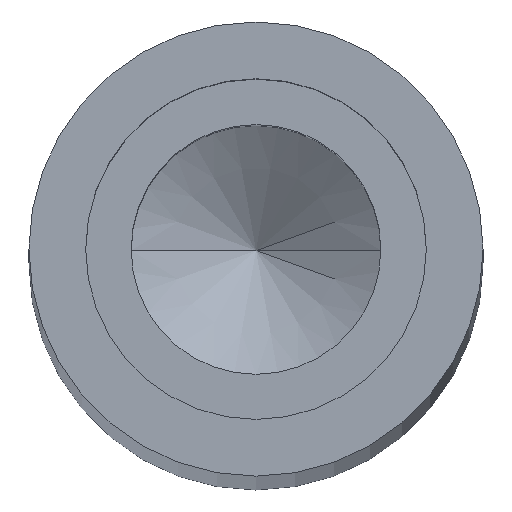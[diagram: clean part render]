
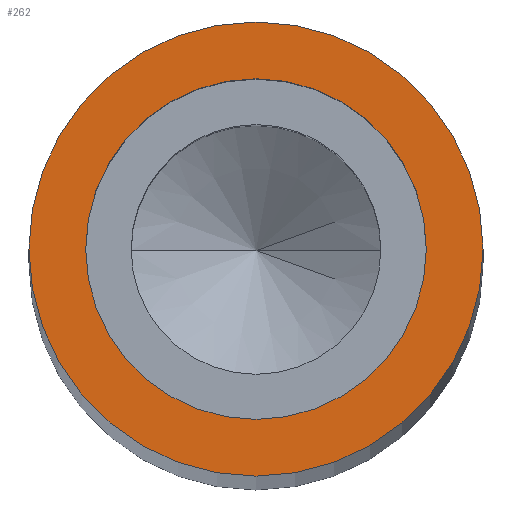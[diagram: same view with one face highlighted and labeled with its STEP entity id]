
A CAD part, top view. The second image highlights one B-rep face of the part: STEP entity #262.
In plain terms, the highlighted planar face has unit normal (0, 0, 1).
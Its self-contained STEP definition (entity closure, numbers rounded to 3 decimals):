
#4 = AXIS2_PLACEMENT_3D ( 'NONE', #343, #196, #251 ) ;
#12 = EDGE_CURVE ( 'NONE', #366, #367, #180, .T. ) ;
#36 = ORIENTED_EDGE ( 'NONE', *, *, #57, .T. ) ;
#39 = ORIENTED_EDGE ( 'NONE', *, *, #12, .F. ) ;
#41 = CARTESIAN_POINT ( 'NONE',  ( 0., 0., 105. ) ) ;
#47 = EDGE_CURVE ( 'NONE', #391, #374, #460, .T. ) ;
#54 = EDGE_CURVE ( 'NONE', #367, #366, #203, .T. ) ;
#57 = EDGE_CURVE ( 'NONE', #374, #391, #261, .T. ) ;
#62 = DIRECTION ( 'NONE',  ( 0., 0., 1. ) ) ;
#102 = AXIS2_PLACEMENT_3D ( 'NONE', #41, #252, #431 ) ;
#107 = CARTESIAN_POINT ( 'NONE',  ( -2.25, 0., 105. ) ) ;
#121 = AXIS2_PLACEMENT_3D ( 'NONE', #292, #359, #389 ) ;
#142 = AXIS2_PLACEMENT_3D ( 'NONE', #194, #62, #380 ) ;
#143 = PLANE ( 'NONE',  #121 ) ;
#152 = CARTESIAN_POINT ( 'NONE',  ( 3., 0., 105. ) ) ;
#174 = ORIENTED_EDGE ( 'NONE', *, *, #47, .T. ) ;
#180 = CIRCLE ( 'NONE', #102, 2.25 ) ;
#194 = CARTESIAN_POINT ( 'NONE',  ( 0., 0., 105. ) ) ;
#195 = DIRECTION ( 'NONE',  ( 1., 0., 0. ) ) ;
#196 = DIRECTION ( 'NONE',  ( 0., 0., 1. ) ) ;
#203 = CIRCLE ( 'NONE', #259, 2.25 ) ;
#251 = DIRECTION ( 'NONE',  ( 1., 0., 0. ) ) ;
#252 = DIRECTION ( 'NONE',  ( 0., 0., 1. ) ) ;
#259 = AXIS2_PLACEMENT_3D ( 'NONE', #416, #424, #195 ) ;
#261 = CIRCLE ( 'NONE', #4, 3. ) ;
#262 = ADVANCED_FACE ( 'NONE', ( #316, #304 ), #143, .T. ) ;
#271 = ORIENTED_EDGE ( 'NONE', *, *, #54, .F. ) ;
#292 = CARTESIAN_POINT ( 'NONE',  ( 0., 0., 105. ) ) ;
#304 = FACE_OUTER_BOUND ( 'NONE', #435, .T. ) ;
#311 = EDGE_LOOP ( 'NONE', ( #271, #39 ) ) ;
#316 = FACE_BOUND ( 'NONE', #311, .T. ) ;
#333 = CARTESIAN_POINT ( 'NONE',  ( 2.25, 0., 105. ) ) ;
#336 = CARTESIAN_POINT ( 'NONE',  ( -3., 0., 105. ) ) ;
#343 = CARTESIAN_POINT ( 'NONE',  ( 0., 0., 105. ) ) ;
#359 = DIRECTION ( 'NONE',  ( 0., 0., 1. ) ) ;
#366 = VERTEX_POINT ( 'NONE', #107 ) ;
#367 = VERTEX_POINT ( 'NONE', #333 ) ;
#374 = VERTEX_POINT ( 'NONE', #336 ) ;
#380 = DIRECTION ( 'NONE',  ( 1., 0., 0. ) ) ;
#389 = DIRECTION ( 'NONE',  ( 1., 0., 0. ) ) ;
#391 = VERTEX_POINT ( 'NONE', #152 ) ;
#416 = CARTESIAN_POINT ( 'NONE',  ( 0., 0., 105. ) ) ;
#424 = DIRECTION ( 'NONE',  ( 0., 0., 1. ) ) ;
#431 = DIRECTION ( 'NONE',  ( 1., 0., 0. ) ) ;
#435 = EDGE_LOOP ( 'NONE', ( #36, #174 ) ) ;
#460 = CIRCLE ( 'NONE', #142, 3. ) ;
